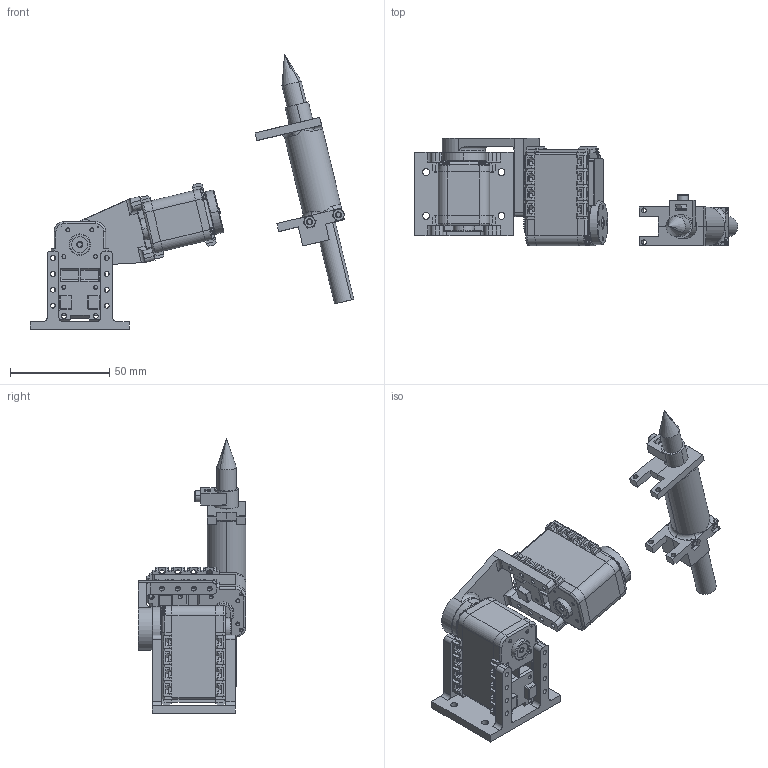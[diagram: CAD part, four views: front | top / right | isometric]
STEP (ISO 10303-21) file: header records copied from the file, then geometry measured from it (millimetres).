
FILE_DESCRIPTION (( 'STEP AP214' ), '1' );
FILE_NAME ('ass_full.STEP', '2020-09-17T13:49:12', ( '' ), ( '' ), 'SwSTEP 2.0', 'SolidWorks 2017', '' );
FILE_SCHEMA (( 'AUTOMOTIVE_DESIGN' ));
Length unit declared in the file: millimetre
Products named in the file (20): socket head cap screw 4762_din_EN ISO 4762 M3 x 10 - 10N; ass_full; support_stylo_mot1_ON; support_couderV3; stylo; AX-12A-04; socket head cap screw 4762_din_EN ISO 4762 M3 x 16 - 16N; AX-12A; pan head cross recess screw_iso_ISO 7045 - M2.5 x 8 - Z --- 8C; support_stylo; AX-12A-03; ass_support_couderV3; support_stylo_mot2_ON; AX-12A-01; AX-12A-02; hex nut style 1 gradeab_din_Hexagon Nut ISO 4032 - M3 - W - N; ass_support_stylo_ON; SetScrew; support_couderV3B; ass_support_couderV3B
Assembly tree (26 placements, depth 4):
  ass_full
    ass_support_couderV3
      support_couderV3
      AX-12A
        AX-12A-01
        AX-12A-02
        AX-12A-03
        AX-12A-04
        SetScrew  x4
        pan head cross recess screw_iso_ISO 7045 - M2.5 x 8 - Z --- 8C
    ass_support_stylo_ON
      support_stylo_mot1_ON
      support_stylo_mot2_ON
      stylo
      support_stylo
      socket head cap screw 4762_din_EN ISO 4762 M3 x 16 - 16N  x2
      hex nut style 1 gradeab_din_Hexagon Nut ISO 4032 - M3 - W - N  x3
      socket head cap screw 4762_din_EN ISO 4762 M3 x 10 - 10N
    ass_support_couderV3B
      support_couderV3B
      AX-12A
        AX-12A-01
        AX-12A-02
        AX-12A-03
        AX-12A-04
        SetScrew  x4
        pan head cross recess screw_iso_ISO 7045 - M2.5 x 8 - Z --- 8C
Bounding box: 163.04 x 54.25 x 138.51 mm (x, y, z)
Volume: 128174.6 mm3; surface area: 67394.2 mm2
Topology: 30 solids, 30 shells, 2400 faces, 6324 edges, 3977 vertices
Faces by surface type: plane 1328, cylinder 673, cone 294, torus 57, bspline 28, sphere 20
Entity records: 38182 total; most frequent: CARTESIAN_POINT 8359, ORIENTED_EDGE 6008, DIRECTION 6000, EDGE_CURVE 3004, LINE 2058, VECTOR 2058, AXIS2_PLACEMENT_3D 1971, VERTEX_POINT 1910
